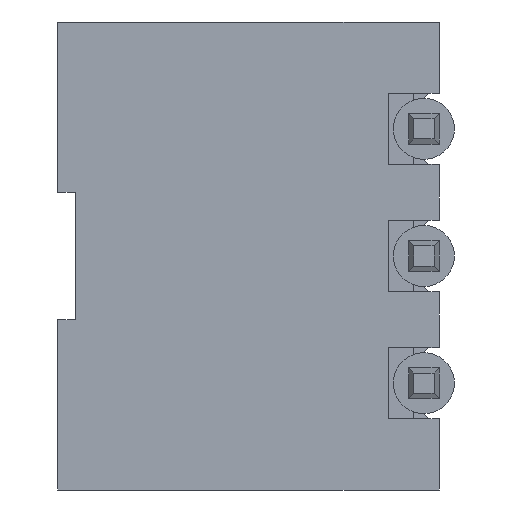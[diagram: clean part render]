
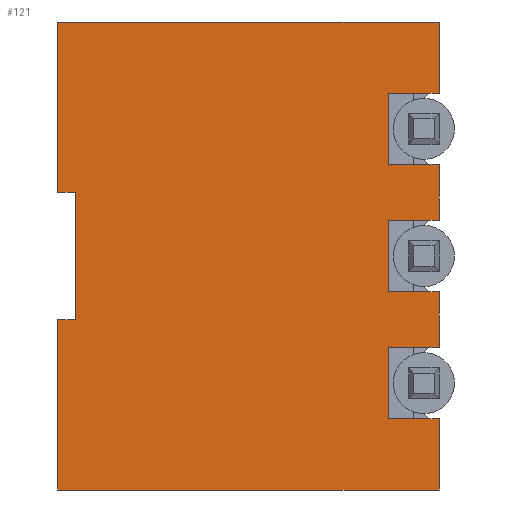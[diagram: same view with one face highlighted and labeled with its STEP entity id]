
A CAD part, front view. The second image highlights one B-rep face of the part: STEP entity #121.
In plain terms, the highlighted planar face has unit normal (0, -1, 0).
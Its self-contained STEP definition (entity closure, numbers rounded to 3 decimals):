
#121=ADVANCED_FACE('',(#378),#379,.T.);
#378=FACE_OUTER_BOUND('',#799,.T.);
#379=PLANE('',#800);
#799=EDGE_LOOP('',(#1605,#1606,#1607,#1608,#1609,#1610,#1611,#1612,#1613,#1614,#1615,#1616,#1617,#1618,#1619,#1620,#1621,#1622,#1623,#1624));
#800=AXIS2_PLACEMENT_3D('',#1625,#1626,#1627);
#1605=ORIENTED_EDGE('',*,*,#3049,.F.);
#1606=ORIENTED_EDGE('',*,*,#3050,.T.);
#1607=ORIENTED_EDGE('',*,*,#3051,.F.);
#1608=ORIENTED_EDGE('',*,*,#3052,.F.);
#1609=ORIENTED_EDGE('',*,*,#3053,.F.);
#1610=ORIENTED_EDGE('',*,*,#3054,.F.);
#1611=ORIENTED_EDGE('',*,*,#3055,.T.);
#1612=ORIENTED_EDGE('',*,*,#2849,.T.);
#1613=ORIENTED_EDGE('',*,*,#3056,.T.);
#1614=ORIENTED_EDGE('',*,*,#3057,.F.);
#1615=ORIENTED_EDGE('',*,*,#3058,.T.);
#1616=ORIENTED_EDGE('',*,*,#2845,.T.);
#1617=ORIENTED_EDGE('',*,*,#3059,.T.);
#1618=ORIENTED_EDGE('',*,*,#3060,.F.);
#1619=ORIENTED_EDGE('',*,*,#3061,.T.);
#1620=ORIENTED_EDGE('',*,*,#2841,.T.);
#1621=ORIENTED_EDGE('',*,*,#2798,.T.);
#1622=ORIENTED_EDGE('',*,*,#2810,.F.);
#1623=ORIENTED_EDGE('',*,*,#2907,.F.);
#1624=ORIENTED_EDGE('',*,*,#2936,.F.);
#1625=CARTESIAN_POINT('',(1.891,0.0,-18.237));
#1626=DIRECTION('',(0.0,-1.0,0.0));
#1627=DIRECTION('',(0.0,0.0,-1.0));
#2798=EDGE_CURVE('',#3332,#3333,#3334,.T.);
#2810=EDGE_CURVE('',#3354,#3333,#3356,.T.);
#2841=EDGE_CURVE('',#3410,#3332,#3411,.T.);
#2845=EDGE_CURVE('',#3418,#3416,#3419,.T.);
#2849=EDGE_CURVE('',#3426,#3424,#3427,.T.);
#2907=EDGE_CURVE('',#3528,#3354,#3529,.T.);
#2936=EDGE_CURVE('',#3580,#3528,#3582,.T.);
#3049=EDGE_CURVE('',#3782,#3580,#3783,.T.);
#3050=EDGE_CURVE('',#3782,#3784,#3785,.T.);
#3051=EDGE_CURVE('',#3786,#3784,#3787,.T.);
#3052=EDGE_CURVE('',#3788,#3786,#3789,.T.);
#3053=EDGE_CURVE('',#3790,#3788,#3791,.T.);
#3054=EDGE_CURVE('',#3792,#3790,#3793,.T.);
#3055=EDGE_CURVE('',#3792,#3426,#3794,.T.);
#3056=EDGE_CURVE('',#3424,#3795,#3796,.T.);
#3057=EDGE_CURVE('',#3797,#3795,#3798,.T.);
#3058=EDGE_CURVE('',#3797,#3418,#3799,.T.);
#3059=EDGE_CURVE('',#3416,#3800,#3801,.T.);
#3060=EDGE_CURVE('',#3802,#3800,#3803,.T.);
#3061=EDGE_CURVE('',#3802,#3410,#3804,.T.);
#3332=VERTEX_POINT('',#4214);
#3333=VERTEX_POINT('',#4215);
#3334=LINE('',#4216,#4217);
#3354=VERTEX_POINT('',#4247);
#3356=LINE('',#4250,#4251);
#3410=VERTEX_POINT('',#4335);
#3411=LINE('',#4336,#4337);
#3416=VERTEX_POINT('',#4344);
#3418=VERTEX_POINT('',#4347);
#3419=LINE('',#4348,#4349);
#3424=VERTEX_POINT('',#4356);
#3426=VERTEX_POINT('',#4359);
#3427=LINE('',#4360,#4361);
#3528=VERTEX_POINT('',#4519);
#3529=LINE('',#4520,#4521);
#3580=VERTEX_POINT('',#4609);
#3582=LINE('',#4612,#4613);
#3782=VERTEX_POINT('',#4918);
#3783=LINE('',#4919,#4920);
#3784=VERTEX_POINT('',#4921);
#3785=LINE('',#4922,#4923);
#3786=VERTEX_POINT('',#4924);
#3787=LINE('',#4925,#4926);
#3788=VERTEX_POINT('',#4927);
#3789=LINE('',#4928,#4929);
#3790=VERTEX_POINT('',#4930);
#3791=LINE('',#4931,#4932);
#3792=VERTEX_POINT('',#4933);
#3793=LINE('',#4934,#4935);
#3794=LINE('',#4936,#4937);
#3795=VERTEX_POINT('',#4938);
#3796=LINE('',#4939,#4940);
#3797=VERTEX_POINT('',#4941);
#3798=LINE('',#4942,#4943);
#3799=LINE('',#4944,#4945);
#3800=VERTEX_POINT('',#4946);
#3801=LINE('',#4947,#4948);
#3802=VERTEX_POINT('',#4949);
#3803=LINE('',#4950,#4951);
#3804=LINE('',#4952,#4953);
#4214=CARTESIAN_POINT('',(6.5,0.0,-1.4));
#4215=CARTESIAN_POINT('',(7.5,0.0,-1.4));
#4216=CARTESIAN_POINT('',(0.0,0.0,-1.4));
#4217=VECTOR('',#5634,1.0);
#4247=CARTESIAN_POINT('',(7.5,0.0,0.0));
#4250=CARTESIAN_POINT('',(7.5,0.0,-5.684));
#4251=VECTOR('',#5646,1.0);
#4335=CARTESIAN_POINT('',(6.5,0.0,-2.8));
#4336=CARTESIAN_POINT('',(6.5,0.0,-5.684));
#4337=VECTOR('',#5677,1.0);
#4344=CARTESIAN_POINT('',(6.5,0.0,-3.9));
#4347=CARTESIAN_POINT('',(6.5,0.0,-5.3));
#4348=CARTESIAN_POINT('',(6.5,0.0,-5.684));
#4349=VECTOR('',#5681,1.0);
#4356=CARTESIAN_POINT('',(6.5,0.0,-6.4));
#4359=CARTESIAN_POINT('',(6.5,0.0,-7.8));
#4360=CARTESIAN_POINT('',(6.5,0.0,-8.184));
#4361=VECTOR('',#5685,1.0);
#4519=CARTESIAN_POINT('',(0.0,0.0,0.0));
#4520=CARTESIAN_POINT('',(0.0,0.0,0.0));
#4521=VECTOR('',#5743,1.0);
#4609=CARTESIAN_POINT('',(0.0,0.0,-3.35));
#4612=CARTESIAN_POINT('',(0.0,0.0,-5.684));
#4613=VECTOR('',#5773,1.0);
#4918=CARTESIAN_POINT('',(0.35,0.0,-3.35));
#4919=CARTESIAN_POINT('',(0.0,0.0,-3.35));
#4920=VECTOR('',#5921,1.0);
#4921=CARTESIAN_POINT('',(0.35,0.0,-5.85));
#4922=CARTESIAN_POINT('',(0.35,0.0,-5.684));
#4923=VECTOR('',#5922,1.0);
#4924=CARTESIAN_POINT('',(0.0,0.0,-5.85));
#4925=CARTESIAN_POINT('',(0.0,0.0,-5.85));
#4926=VECTOR('',#5923,1.0);
#4927=CARTESIAN_POINT('',(0.0,0.0,-9.2));
#4928=CARTESIAN_POINT('',(0.0,0.0,-5.684));
#4929=VECTOR('',#5924,1.0);
#4930=CARTESIAN_POINT('',(7.5,0.0,-9.2));
#4931=CARTESIAN_POINT('',(0.0,0.0,-9.2));
#4932=VECTOR('',#5925,1.0);
#4933=CARTESIAN_POINT('',(7.5,0.0,-7.8));
#4934=CARTESIAN_POINT('',(7.5,0.0,-8.184));
#4935=VECTOR('',#5926,1.0);
#4936=CARTESIAN_POINT('',(0.0,0.0,-7.8));
#4937=VECTOR('',#5927,1.0);
#4938=CARTESIAN_POINT('',(7.5,0.0,-6.4));
#4939=CARTESIAN_POINT('',(0.0,0.0,-6.4));
#4940=VECTOR('',#5928,1.0);
#4941=CARTESIAN_POINT('',(7.5,0.0,-5.3));
#4942=CARTESIAN_POINT('',(7.5,0.0,-8.184));
#4943=VECTOR('',#5929,1.0);
#4944=CARTESIAN_POINT('',(0.0,0.0,-5.3));
#4945=VECTOR('',#5930,1.0);
#4946=CARTESIAN_POINT('',(7.5,0.0,-3.9));
#4947=CARTESIAN_POINT('',(0.0,0.0,-3.9));
#4948=VECTOR('',#5931,1.0);
#4949=CARTESIAN_POINT('',(7.5,0.0,-2.8));
#4950=CARTESIAN_POINT('',(7.5,0.0,-5.684));
#4951=VECTOR('',#5932,1.0);
#4952=CARTESIAN_POINT('',(0.0,0.0,-2.8));
#4953=VECTOR('',#5933,1.0);
#5634=DIRECTION('',(1.0,0.0,0.0));
#5646=DIRECTION('',(0.0,0.0,-1.0));
#5677=DIRECTION('',(0.0,0.0,1.0));
#5681=DIRECTION('',(0.0,0.0,1.0));
#5685=DIRECTION('',(0.0,0.0,1.0));
#5743=DIRECTION('',(1.0,0.0,0.0));
#5773=DIRECTION('',(0.0,0.0,1.0));
#5921=DIRECTION('',(-1.0,0.0,0.0));
#5922=DIRECTION('',(0.0,0.0,-1.0));
#5923=DIRECTION('',(1.0,0.0,0.0));
#5924=DIRECTION('',(0.0,0.0,1.0));
#5925=DIRECTION('',(-1.0,0.0,0.0));
#5926=DIRECTION('',(0.0,0.0,-1.0));
#5927=DIRECTION('',(-1.0,0.0,0.0));
#5928=DIRECTION('',(1.0,0.0,0.0));
#5929=DIRECTION('',(0.0,0.0,-1.0));
#5930=DIRECTION('',(-1.0,0.0,0.0));
#5931=DIRECTION('',(1.0,0.0,0.0));
#5932=DIRECTION('',(0.0,0.0,-1.0));
#5933=DIRECTION('',(-1.0,0.0,0.0));
